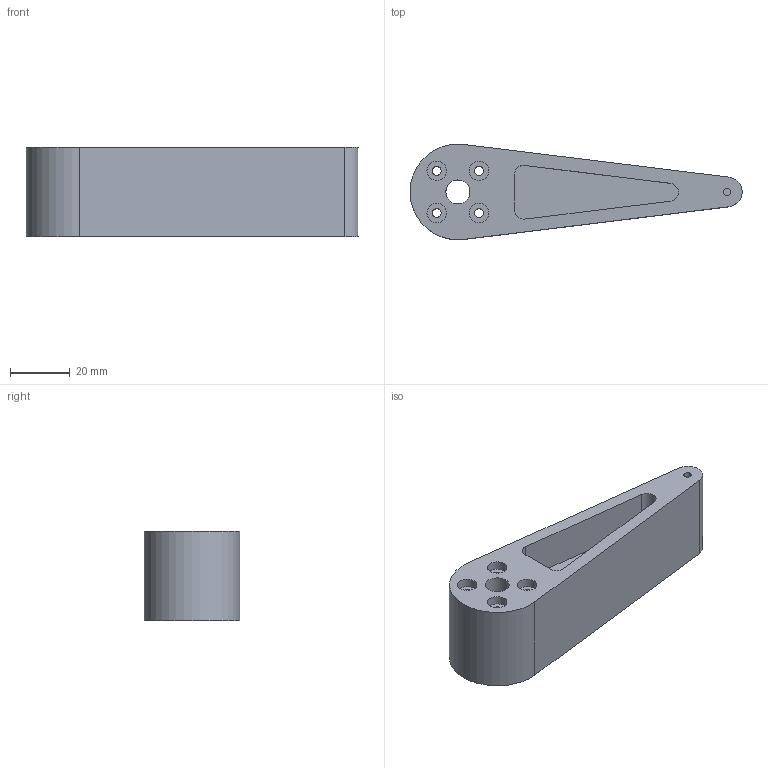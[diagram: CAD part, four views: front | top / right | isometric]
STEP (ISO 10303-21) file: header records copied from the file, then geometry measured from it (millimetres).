
FILE_DESCRIPTION(/* description */ ('Alibre Inc.'),/* implementation_level */ '2;1');
FILE_NAME(/* name */ 'export0',/* time_stamp */ '2015-08-31T11:41:28+08:00',/* author */ (''),/* organization */ (''),/* preprocessor_version */ 'ST-DEVELOPER v14',/* originating_system */ 'Alibre',/* authorisation */ '');
FILE_SCHEMA (('CONFIG_CONTROL_DESIGN'));
Length unit declared in the file: centimetre
Products named in the file (1): ID_1
Bounding box: 110.98 x 31.96 x 30 mm (x, y, z)
Volume: 50638.6 mm3; surface area: 17529.5 mm2
Topology: 1 solids, 1 shells, 37 faces, 81 edges, 54 vertices
Faces by surface type: cylinder 19, plane 18
Full cylindrical faces by diameter (mm): 2.5 x2, 3 x4, 6.5 x4, 8 x1
Entity records: 1065 total; most frequent: DIRECTION 164, CARTESIAN_POINT 161, ORIENTED_EDGE 140, AXIS2_PLACEMENT_3D 75, EDGE_CURVE 70, EDGE_LOOP 66, FACE_BOUND 66, VERTEX_POINT 54
